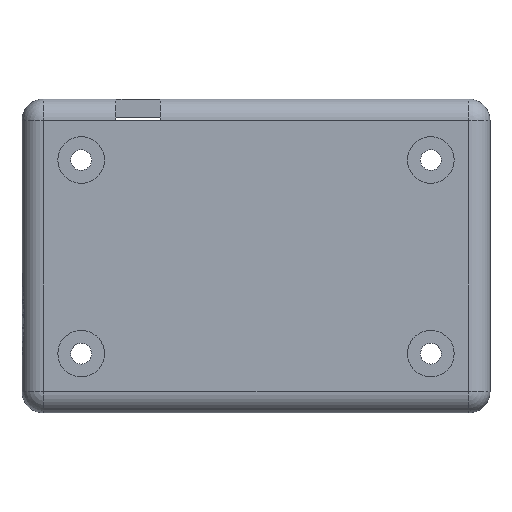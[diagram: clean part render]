
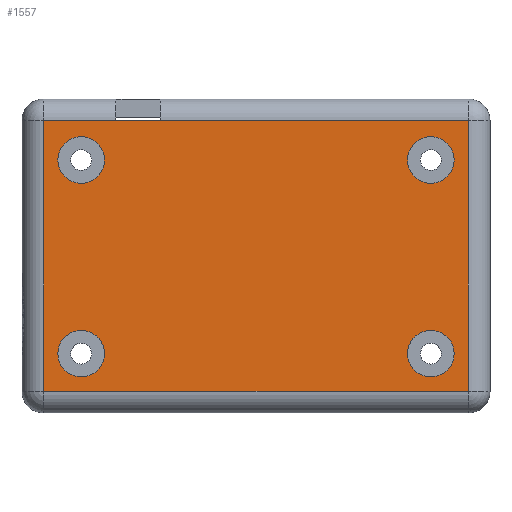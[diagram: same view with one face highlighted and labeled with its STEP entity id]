
A CAD part, top view. The second image highlights one B-rep face of the part: STEP entity #1557.
In plain terms, the highlighted planar face has unit normal (0, 0, 1).
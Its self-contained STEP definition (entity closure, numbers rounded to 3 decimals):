
#297=FACE_BOUND('',#2184,.T.);
#298=FACE_BOUND('',#2185,.T.);
#299=FACE_BOUND('',#2186,.T.);
#300=FACE_BOUND('',#2187,.T.);
#301=FACE_BOUND('',#2188,.T.);
#379=PLANE('',#5775);
#749=LINE('',#8499,#1092);
#750=LINE('',#8524,#1093);
#754=LINE('',#8531,#1097);
#781=LINE('',#8633,#1124);
#782=LINE('',#8635,#1125);
#783=LINE('',#8637,#1126);
#1092=VECTOR('',#6744,1.);
#1093=VECTOR('',#6771,1.);
#1097=VECTOR('',#6777,1.);
#1124=VECTOR('',#6856,1.);
#1125=VECTOR('',#6857,1.);
#1126=VECTOR('',#6858,1.);
#1367=CIRCLE('',#5748,3.25);
#1368=CIRCLE('',#5750,3.25);
#1373=CIRCLE('',#5773,3.25);
#1374=CIRCLE('',#5774,3.25);
#1557=ADVANCED_FACE('',(#297,#298,#299,#300,#301),#379,.F.);
#2184=EDGE_LOOP('',(#3184));
#2185=EDGE_LOOP('',(#3185));
#2186=EDGE_LOOP('',(#3186,#3187,#3188,#3189,#3190,#3191));
#2187=EDGE_LOOP('',(#3192));
#2188=EDGE_LOOP('',(#3193));
#3184=ORIENTED_EDGE('',*,*,#5038,.T.);
#3185=ORIENTED_EDGE('',*,*,#5037,.T.);
#3186=ORIENTED_EDGE('',*,*,#5081,.T.);
#3187=ORIENTED_EDGE('',*,*,#5082,.T.);
#3188=ORIENTED_EDGE('',*,*,#5083,.T.);
#3189=ORIENTED_EDGE('',*,*,#5036,.T.);
#3190=ORIENTED_EDGE('',*,*,#5032,.T.);
#3191=ORIENTED_EDGE('',*,*,#5019,.T.);
#3192=ORIENTED_EDGE('',*,*,#5084,.T.);
#3193=ORIENTED_EDGE('',*,*,#5085,.T.);
#4355=VERTEX_POINT('',#8214);
#4406=VERTEX_POINT('',#8353);
#4429=VERTEX_POINT('',#8412);
#4457=VERTEX_POINT('',#8528);
#4459=VERTEX_POINT('',#8534);
#4460=VERTEX_POINT('',#8537);
#4492=VERTEX_POINT('',#8634);
#4493=VERTEX_POINT('',#8636);
#4494=VERTEX_POINT('',#8639);
#4495=VERTEX_POINT('',#8641);
#5019=EDGE_CURVE('',#4355,#4406,#749,.T.);
#5032=EDGE_CURVE('',#4429,#4355,#750,.T.);
#5036=EDGE_CURVE('',#4457,#4429,#754,.T.);
#5037=EDGE_CURVE('',#4459,#4459,#1367,.T.);
#5038=EDGE_CURVE('',#4460,#4460,#1368,.T.);
#5081=EDGE_CURVE('',#4406,#4492,#781,.T.);
#5082=EDGE_CURVE('',#4492,#4493,#782,.T.);
#5083=EDGE_CURVE('',#4493,#4457,#783,.T.);
#5084=EDGE_CURVE('',#4494,#4494,#1373,.T.);
#5085=EDGE_CURVE('',#4495,#4495,#1374,.T.);
#5748=AXIS2_PLACEMENT_3D('',#8533,#6780,#6781);
#5750=AXIS2_PLACEMENT_3D('',#8536,#6784,#6785);
#5773=AXIS2_PLACEMENT_3D('',#8638,#6859,#6860);
#5774=AXIS2_PLACEMENT_3D('',#8640,#6861,#6862);
#5775=AXIS2_PLACEMENT_3D('',#8642,#6863,#6864);
#6744=DIRECTION('',(0.,-1.,0.));
#6771=DIRECTION('',(-1.,0.,0.));
#6777=DIRECTION('',(-1.,0.,0.));
#6780=DIRECTION('',(0.,0.,-1.));
#6781=DIRECTION('',(0.,-1.,0.));
#6784=DIRECTION('',(0.,0.,-1.));
#6785=DIRECTION('',(0.,-1.,0.));
#6856=DIRECTION('',(1.,0.,0.));
#6857=DIRECTION('',(0.,1.,0.));
#6858=DIRECTION('',(-1.,0.,0.));
#6859=DIRECTION('',(0.,0.,-1.));
#6860=DIRECTION('',(0.,-1.,0.));
#6861=DIRECTION('',(0.,0.,-1.));
#6862=DIRECTION('',(0.,-1.,0.));
#6863=DIRECTION('',(0.,0.,-1.));
#6864=DIRECTION('',(0.906,0.424,0.));
#8214=CARTESIAN_POINT('',(-29.648,18.833,5.5));
#8353=CARTESIAN_POINT('',(-29.648,-18.917,5.5));
#8412=CARTESIAN_POINT('',(-19.551,18.833,5.5));
#8499=CARTESIAN_POINT('',(-29.648,-16.545,5.5));
#8524=CARTESIAN_POINT('',(-25.908,18.833,5.5));
#8528=CARTESIAN_POINT('',(-13.346,18.833,5.5));
#8531=CARTESIAN_POINT('',(-25.908,18.833,5.5));
#8533=CARTESIAN_POINT('',(-24.398,13.333,5.5));
#8534=CARTESIAN_POINT('',(-24.398,10.082,5.5));
#8536=CARTESIAN_POINT('',(-24.398,-13.667,5.5));
#8537=CARTESIAN_POINT('',(-24.398,-16.918,5.5));
#8633=CARTESIAN_POINT('',(-25.908,-18.917,5.5));
#8634=CARTESIAN_POINT('',(29.602,-18.917,5.5));
#8635=CARTESIAN_POINT('',(29.602,-16.545,5.5));
#8636=CARTESIAN_POINT('',(29.602,18.833,5.5));
#8637=CARTESIAN_POINT('',(-25.908,18.833,5.5));
#8638=CARTESIAN_POINT('',(24.352,13.333,5.5));
#8639=CARTESIAN_POINT('',(24.352,10.082,5.5));
#8640=CARTESIAN_POINT('',(24.352,-13.667,5.5));
#8641=CARTESIAN_POINT('',(24.352,-16.918,5.5));
#8642=CARTESIAN_POINT('',(-25.908,-16.545,5.5));
